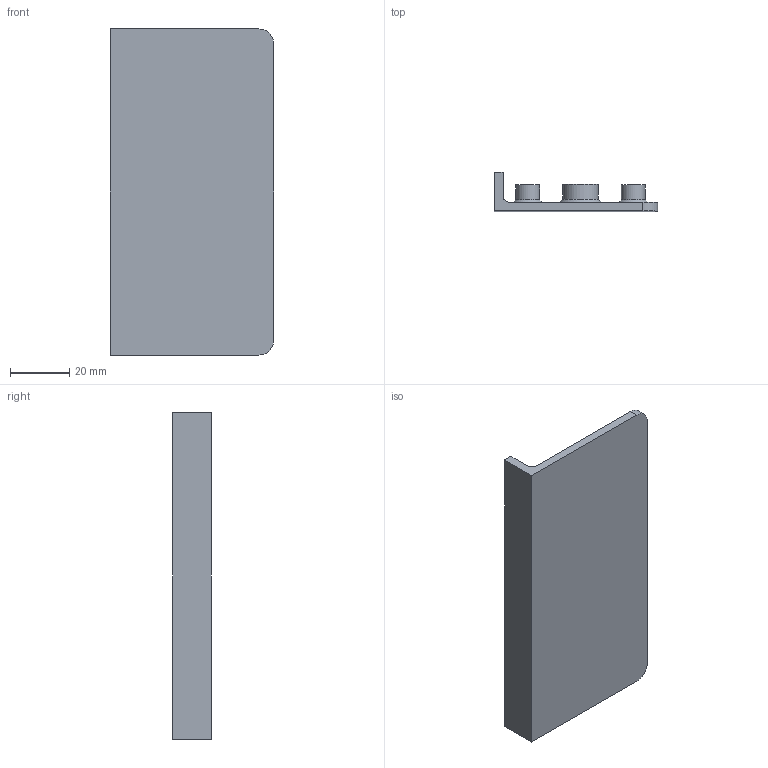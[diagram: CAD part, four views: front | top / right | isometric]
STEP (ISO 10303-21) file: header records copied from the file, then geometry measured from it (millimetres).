
FILE_DESCRIPTION(/* description */ (''),/* implementation_level */ '2;1');
FILE_NAME(/* name */ 'long_backplate.stp',/* time_stamp */ '2025-05-14T00:39:31-04:00',/* author */ ('osmon'),/* organization */ (''),/* preprocessor_version */ 'ST-DEVELOPER v20',/* originating_system */ 'Autodesk Inventor 2025',/* authorisation */ '');
FILE_SCHEMA (('AUTOMOTIVE_DESIGN { 1 0 10303 214 3 1 1 }'));
Length unit declared in the file: millimetre
Products named in the file (1): long_protoboard_backplate
Bounding box: 55.1 x 13 x 110 mm (x, y, z)
Volume: 22728 mm3; surface area: 15886 mm2
Topology: 1 solids, 1 shells, 34 faces, 70 edges, 48 vertices
Faces by surface type: plane 17, cylinder 12, cone 5
Full cylindrical faces by diameter (mm): 2.2 x2, 3 x2, 3.2 x1, 4.5 x1, 8 x2, 12 x1
Entity records: 967 total; most frequent: DIRECTION 175, CARTESIAN_POINT 152, ORIENTED_EDGE 138, AXIS2_PLACEMENT_3D 70, EDGE_CURVE 69, VERTEX_POINT 46, EDGE_LOOP 43, LINE 35
